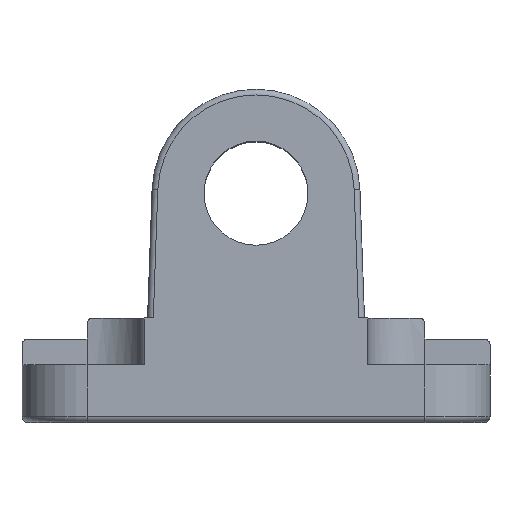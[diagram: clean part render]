
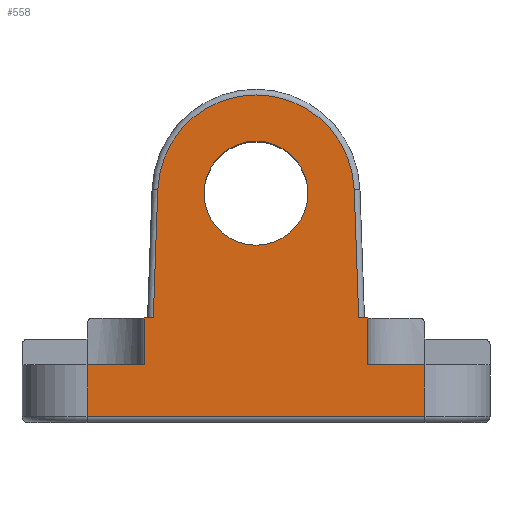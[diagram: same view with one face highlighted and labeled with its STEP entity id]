
A CAD part, top view. The second image highlights one B-rep face of the part: STEP entity #558.
In plain terms, the highlighted planar face has unit normal (0, 0, 1).
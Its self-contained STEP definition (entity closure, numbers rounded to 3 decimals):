
#18 = ORIENTED_EDGE ( 'NONE', *, *, #432, .T. ) ;
#53 = AXIS2_PLACEMENT_3D ( 'NONE', #1568, #1359, #1046 ) ;
#86 = VERTEX_POINT ( 'NONE', #2253 ) ;
#134 = FACE_BOUND ( 'NONE', #1928, .T. ) ;
#165 = LINE ( 'NONE', #517, #1942 ) ;
#173 = DIRECTION ( 'NONE',  ( 1., 0., 0. ) ) ;
#208 = LINE ( 'NONE', #767, #1593 ) ;
#220 = ORIENTED_EDGE ( 'NONE', *, *, #2475, .T. ) ;
#241 = EDGE_CURVE ( 'NONE', #1524, #1052, #622, .T. ) ;
#345 = ORIENTED_EDGE ( 'NONE', *, *, #524, .T. ) ;
#354 = VERTEX_POINT ( 'NONE', #1317 ) ;
#356 = CARTESIAN_POINT ( 'NONE',  ( -9.875, 10., 22.5 ) ) ;
#358 = EDGE_CURVE ( 'NONE', #1771, #86, #1475, .T. ) ;
#383 = ORIENTED_EDGE ( 'NONE', *, *, #1872, .F. ) ;
#391 = LINE ( 'NONE', #2161, #533 ) ;
#407 = LINE ( 'NONE', #1549, #1438 ) ;
#429 = AXIS2_PLACEMENT_3D ( 'NONE', #746, #765, #173 ) ;
#432 = EDGE_CURVE ( 'NONE', #354, #702, #391, .T. ) ;
#458 = CARTESIAN_POINT ( 'NONE',  ( 9.444, 22.33, 22.5 ) ) ;
#471 = ORIENTED_EDGE ( 'NONE', *, *, #2541, .T. ) ;
#508 = VERTEX_POINT ( 'NONE', #948 ) ;
#516 = CARTESIAN_POINT ( 'NONE',  ( 9.843, 10.911, 22.5 ) ) ;
#517 = CARTESIAN_POINT ( 'NONE',  ( -10.425, 10., 22.5 ) ) ;
#524 = EDGE_CURVE ( 'NONE', #2079, #561, #1815, .T. ) ;
#533 = VECTOR ( 'NONE', #915, 1000. ) ;
#541 = DIRECTION ( 'NONE',  ( 0., 0., 1. ) ) ;
#558 = ADVANCED_FACE ( 'NONE', ( #134, #1844 ), #1434, .F. ) ;
#561 = VERTEX_POINT ( 'NONE', #2024 ) ;
#582 = DIRECTION ( 'NONE',  ( 1., 0., 0. ) ) ;
#603 = VECTOR ( 'NONE', #582, 1000. ) ;
#616 = DIRECTION ( 'NONE',  ( 0., -1., 0. ) ) ;
#622 = LINE ( 'NONE', #516, #1229 ) ;
#654 = DIRECTION ( 'NONE',  ( 0., -1., 0. ) ) ;
#692 = CARTESIAN_POINT ( 'NONE',  ( 0., 22., 22.5 ) ) ;
#702 = VERTEX_POINT ( 'NONE', #1550 ) ;
#713 = DIRECTION ( 'NONE',  ( 1., 0., 0. ) ) ;
#746 = CARTESIAN_POINT ( 'NONE',  ( 0., 22., 22.5 ) ) ;
#759 = ORIENTED_EDGE ( 'NONE', *, *, #2343, .T. ) ;
#765 = DIRECTION ( 'NONE',  ( 0., 0., 1. ) ) ;
#767 = CARTESIAN_POINT ( 'NONE',  ( -16.25, 10., 22.5 ) ) ;
#768 = DIRECTION ( 'NONE',  ( -1., 0., 0. ) ) ;
#825 = CARTESIAN_POINT ( 'NONE',  ( -10.75, 10., 22.5 ) ) ;
#829 = DIRECTION ( 'NONE',  ( 1., 0., 0. ) ) ;
#854 = EDGE_CURVE ( 'NONE', #1138, #508, #1724, .T. ) ;
#884 = CARTESIAN_POINT ( 'NONE',  ( -16.25, 5.5, 22.5 ) ) ;
#915 = DIRECTION ( 'NONE',  ( 1., 0., 0. ) ) ;
#948 = CARTESIAN_POINT ( 'NONE',  ( 5., 22., 22.5 ) ) ;
#1014 = CARTESIAN_POINT ( 'NONE',  ( -5., 22., 22.5 ) ) ;
#1026 = LINE ( 'NONE', #1430, #1305 ) ;
#1031 = EDGE_CURVE ( 'NONE', #1524, #2275, #2000, .T. ) ;
#1046 = DIRECTION ( 'NONE',  ( -1., 0., 0. ) ) ;
#1047 = CARTESIAN_POINT ( 'NONE',  ( -16.25, 5.5, 22.5 ) ) ;
#1052 = VERTEX_POINT ( 'NONE', #458 ) ;
#1107 = VECTOR ( 'NONE', #616, 1000. ) ;
#1109 = ORIENTED_EDGE ( 'NONE', *, *, #2556, .F. ) ;
#1132 = DIRECTION ( 'NONE',  ( 0., -1., 0. ) ) ;
#1138 = VERTEX_POINT ( 'NONE', #1014 ) ;
#1203 = CARTESIAN_POINT ( 'NONE',  ( -16.25, 5.5, 22.5 ) ) ;
#1229 = VECTOR ( 'NONE', #1403, 1000. ) ;
#1233 = DIRECTION ( 'NONE',  ( -1., 0., 0. ) ) ;
#1238 = DIRECTION ( 'NONE',  ( -0.035, -0.999, 0. ) ) ;
#1276 = EDGE_LOOP ( 'NONE', ( #471, #1707, #345, #759, #1315, #18, #383, #2069, #2012, #1972, #1795, #220 ) ) ;
#1287 = CARTESIAN_POINT ( 'NONE',  ( 10.75, 10., 22.5 ) ) ;
#1297 = DIRECTION ( 'NONE',  ( 0., 0., 1. ) ) ;
#1305 = VECTOR ( 'NONE', #1238, 1000. ) ;
#1315 = ORIENTED_EDGE ( 'NONE', *, *, #2184, .T. ) ;
#1317 = CARTESIAN_POINT ( 'NONE',  ( -16.25, 0.55, 22.5 ) ) ;
#1359 = DIRECTION ( 'NONE',  ( 0., 0., -1. ) ) ;
#1403 = DIRECTION ( 'NONE',  ( -0.035, 0.999, 0. ) ) ;
#1430 = CARTESIAN_POINT ( 'NONE',  ( -9.883, 9.778, 22.5 ) ) ;
#1434 = PLANE ( 'NONE',  #53 ) ;
#1438 = VECTOR ( 'NONE', #2512, 1000. ) ;
#1475 = LINE ( 'NONE', #1203, #1610 ) ;
#1524 = VERTEX_POINT ( 'NONE', #2173 ) ;
#1526 = CARTESIAN_POINT ( 'NONE',  ( 16.25, 10., 22.5 ) ) ;
#1537 = CARTESIAN_POINT ( 'NONE',  ( 16.25, 5.5, 22.5 ) ) ;
#1549 = CARTESIAN_POINT ( 'NONE',  ( 10.75, 10., 22.5 ) ) ;
#1550 = CARTESIAN_POINT ( 'NONE',  ( 16.25, 0.55, 22.5 ) ) ;
#1568 = CARTESIAN_POINT ( 'NONE',  ( -16.25, 10., 22.5 ) ) ;
#1592 = CIRCLE ( 'NONE', #2481, 5. ) ;
#1593 = VECTOR ( 'NONE', #654, 1000. ) ;
#1610 = VECTOR ( 'NONE', #768, 1000. ) ;
#1657 = CARTESIAN_POINT ( 'NONE',  ( 0., 22., 22.5 ) ) ;
#1670 = LINE ( 'NONE', #1526, #2436 ) ;
#1678 = VERTEX_POINT ( 'NONE', #1712 ) ;
#1687 = DIRECTION ( 'NONE',  ( -1., 0., 0. ) ) ;
#1707 = ORIENTED_EDGE ( 'NONE', *, *, #1792, .F. ) ;
#1712 = CARTESIAN_POINT ( 'NONE',  ( -9.444, 22.33, 22.5 ) ) ;
#1722 = CIRCLE ( 'NONE', #2412, 9.45 ) ;
#1724 = CIRCLE ( 'NONE', #429, 5. ) ;
#1749 = CARTESIAN_POINT ( 'NONE',  ( -10.75, 10., 22.5 ) ) ;
#1771 = VERTEX_POINT ( 'NONE', #1537 ) ;
#1792 = EDGE_CURVE ( 'NONE', #2079, #1882, #165, .T. ) ;
#1795 = ORIENTED_EDGE ( 'NONE', *, *, #241, .T. ) ;
#1815 = LINE ( 'NONE', #825, #1107 ) ;
#1844 = FACE_OUTER_BOUND ( 'NONE', #1276, .T. ) ;
#1872 = EDGE_CURVE ( 'NONE', #1771, #702, #1670, .T. ) ;
#1882 = VERTEX_POINT ( 'NONE', #356 ) ;
#1928 = EDGE_LOOP ( 'NONE', ( #1109, #2045 ) ) ;
#1942 = VECTOR ( 'NONE', #713, 1000. ) ;
#1971 = VECTOR ( 'NONE', #1687, 1000. ) ;
#1972 = ORIENTED_EDGE ( 'NONE', *, *, #1031, .F. ) ;
#2000 = LINE ( 'NONE', #2562, #603 ) ;
#2012 = ORIENTED_EDGE ( 'NONE', *, *, #2168, .T. ) ;
#2024 = CARTESIAN_POINT ( 'NONE',  ( -10.75, 5.5, 22.5 ) ) ;
#2045 = ORIENTED_EDGE ( 'NONE', *, *, #854, .F. ) ;
#2069 = ORIENTED_EDGE ( 'NONE', *, *, #358, .T. ) ;
#2079 = VERTEX_POINT ( 'NONE', #1749 ) ;
#2161 = CARTESIAN_POINT ( 'NONE',  ( -16.25, 0.55, 22.5 ) ) ;
#2168 = EDGE_CURVE ( 'NONE', #86, #2275, #407, .T. ) ;
#2173 = CARTESIAN_POINT ( 'NONE',  ( 9.875, 10., 22.5 ) ) ;
#2184 = EDGE_CURVE ( 'NONE', #2376, #354, #208, .T. ) ;
#2253 = CARTESIAN_POINT ( 'NONE',  ( 10.75, 5.5, 22.5 ) ) ;
#2275 = VERTEX_POINT ( 'NONE', #1287 ) ;
#2331 = LINE ( 'NONE', #884, #1971 ) ;
#2343 = EDGE_CURVE ( 'NONE', #561, #2376, #2331, .T. ) ;
#2376 = VERTEX_POINT ( 'NONE', #1047 ) ;
#2412 = AXIS2_PLACEMENT_3D ( 'NONE', #692, #541, #1233 ) ;
#2436 = VECTOR ( 'NONE', #1132, 1000. ) ;
#2475 = EDGE_CURVE ( 'NONE', #1052, #1678, #1722, .T. ) ;
#2481 = AXIS2_PLACEMENT_3D ( 'NONE', #1657, #1297, #829 ) ;
#2512 = DIRECTION ( 'NONE',  ( 0., 1., 0. ) ) ;
#2541 = EDGE_CURVE ( 'NONE', #1678, #1882, #1026, .T. ) ;
#2556 = EDGE_CURVE ( 'NONE', #508, #1138, #1592, .T. ) ;
#2562 = CARTESIAN_POINT ( 'NONE',  ( 27.5, 10., 22.5 ) ) ;
